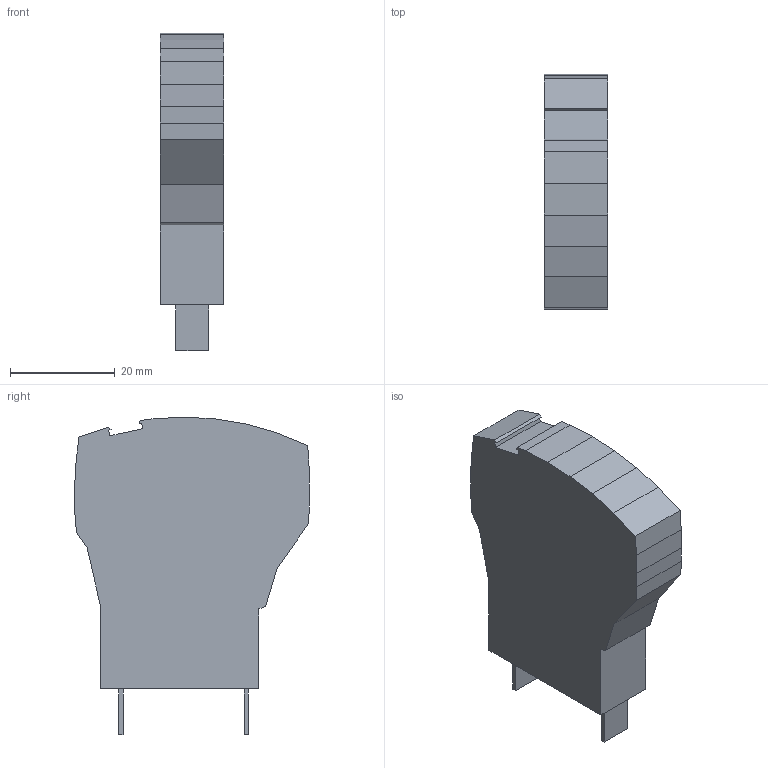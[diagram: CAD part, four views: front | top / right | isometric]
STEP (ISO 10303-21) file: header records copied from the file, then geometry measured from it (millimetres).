
FILE_DESCRIPTION(('Creo Elements/Direct Modeling STEP Export'),'2;1');
FILE_NAME('model.stp','2018-02-08T20:59:28',(''),(''),'Creo Elements/Direct Modeling STEP processor for AP214 (Solid Model)','Creo Elements/Direct Modeling 18.1I 14-Aug-2016 (C) Parametric Technology GmbH','');
FILE_SCHEMA(('AUTOMOTIVE_DESIGN { 1 0 10303 214 1 1 1 1 }'));
Length unit declared in the file: millimetre
Products named in the file (2): CB_PT_BRIDGE-select
Assembly tree (1 placements, depth 2):
  CB_PT_BRIDGE-select
    CB_PT_BRIDGE-select
Bounding box: 12.1 x 45 x 60.8 mm (x, y, z)
Volume: 22963 mm3; surface area: 6196.3 mm2
Topology: 1 solids, 1 shells, 42 faces, 114 edges, 76 vertices
Faces by surface type: plane 42
Entity records: 1559 total; most frequent: CARTESIAN_POINT 234, ORIENTED_EDGE 228, DIRECTION 202, VECTOR 114, LINE 114, EDGE_CURVE 114, VERTEX_POINT 76, AXIS2_PLACEMENT_3D 44
